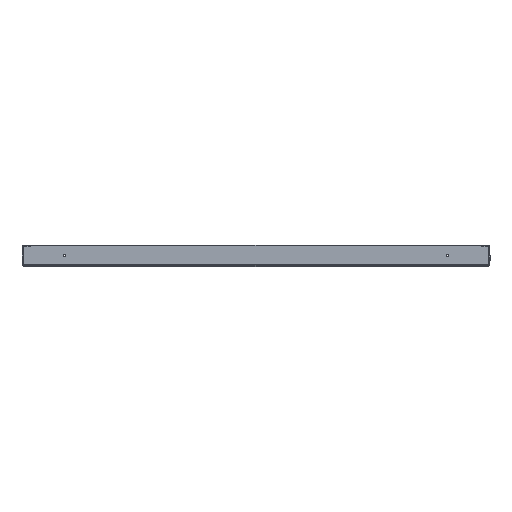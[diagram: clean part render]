
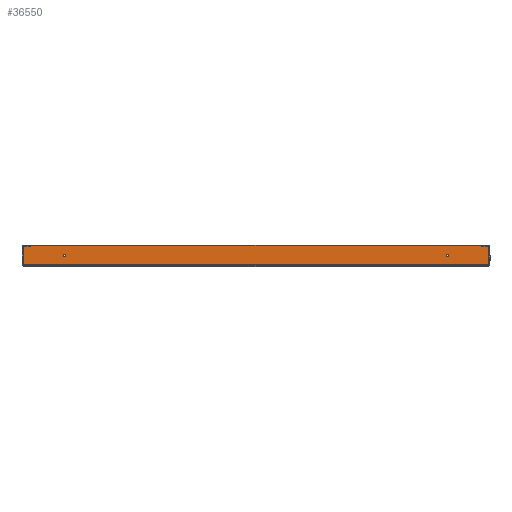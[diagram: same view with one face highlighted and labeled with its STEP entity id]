
A CAD part, front view. The second image highlights one B-rep face of the part: STEP entity #36550.
In plain terms, the highlighted planar face has unit normal (0, -1, 0).
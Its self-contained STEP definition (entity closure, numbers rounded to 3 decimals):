
#1704 = EDGE_CURVE ( 'NONE', #5530, #65858, #39964, .T. ) ;
#2272 = EDGE_CURVE ( 'NONE', #16378, #47511, #44829, .T. ) ;
#4638 = CIRCLE ( 'NONE', #29912, 3. ) ;
#4934 = CARTESIAN_POINT ( 'NONE',  ( 546.929, -900., 46. ) ) ;
#5530 = VERTEX_POINT ( 'NONE', #69888 ) ;
#9866 = CARTESIAN_POINT ( 'NONE',  ( 450., -900., 23.5 ) ) ;
#12643 = DIRECTION ( 'NONE',  ( 0., 1., 0. ) ) ;
#13903 = FACE_BOUND ( 'NONE', #34313, .T. ) ;
#14663 = DIRECTION ( 'NONE',  ( 0., 0., 1. ) ) ;
#15060 = PLANE ( 'NONE',  #64910 ) ;
#15112 = ORIENTED_EDGE ( 'NONE', *, *, #76648, .T. ) ;
#16044 = VECTOR ( 'NONE', #62709, 1000. ) ;
#16347 = EDGE_CURVE ( 'NONE', #65858, #51336, #21472, .T. ) ;
#16378 = VERTEX_POINT ( 'NONE', #18676 ) ;
#16467 = ORIENTED_EDGE ( 'NONE', *, *, #77199, .T. ) ;
#16818 = ORIENTED_EDGE ( 'NONE', *, *, #21661, .T. ) ;
#16840 = VERTEX_POINT ( 'NONE', #44253 ) ;
#18676 = CARTESIAN_POINT ( 'NONE',  ( -546.929, -900., 3. ) ) ;
#21020 = CARTESIAN_POINT ( 'NONE',  ( -545.929, -900., 47. ) ) ;
#21472 = CIRCLE ( 'NONE', #30305, 1. ) ;
#21661 = EDGE_CURVE ( 'NONE', #68589, #48213, #32975, .T. ) ;
#21921 = CARTESIAN_POINT ( 'NONE',  ( 450., -900., 23.5 ) ) ;
#22911 = EDGE_CURVE ( 'NONE', #24913, #47511, #39322, .T. ) ;
#23981 = DIRECTION ( 'NONE',  ( 0., -1., 0. ) ) ;
#24119 = VERTEX_POINT ( 'NONE', #26337 ) ;
#24901 = ORIENTED_EDGE ( 'NONE', *, *, #22911, .T. ) ;
#24913 = VERTEX_POINT ( 'NONE', #21020 ) ;
#25106 = DIRECTION ( 'NONE',  ( 0., 0., 1. ) ) ;
#25985 = AXIS2_PLACEMENT_3D ( 'NONE', #58902, #66372, #36314 ) ;
#26337 = CARTESIAN_POINT ( 'NONE',  ( -450., -900., 20.5 ) ) ;
#29912 = AXIS2_PLACEMENT_3D ( 'NONE', #21921, #77243, #69387 ) ;
#30305 = AXIS2_PLACEMENT_3D ( 'NONE', #72459, #59809, #61367 ) ;
#31211 = DIRECTION ( 'NONE',  ( 0., 0., 1. ) ) ;
#32975 = CIRCLE ( 'NONE', #65793, 3. ) ;
#34313 = EDGE_LOOP ( 'NONE', ( #16818, #16467 ) ) ;
#36314 = DIRECTION ( 'NONE',  ( 0., 0., 1. ) ) ;
#36550 = ADVANCED_FACE ( 'NONE', ( #62488, #13903, #44684 ), #15060, .F. ) ;
#37143 = CARTESIAN_POINT ( 'NONE',  ( -550., -900., 3. ) ) ;
#38574 = CARTESIAN_POINT ( 'NONE',  ( 0., -900., 47. ) ) ;
#39322 = CIRCLE ( 'NONE', #53209, 1. ) ;
#39964 = LINE ( 'NONE', #57014, #55386 ) ;
#41070 = VECTOR ( 'NONE', #73542, 1000. ) ;
#42707 = CIRCLE ( 'NONE', #49009, 3. ) ;
#43494 = EDGE_CURVE ( 'NONE', #24119, #16840, #70159, .T. ) ;
#44253 = CARTESIAN_POINT ( 'NONE',  ( -450., -900., 26.5 ) ) ;
#44684 = FACE_OUTER_BOUND ( 'NONE', #68391, .T. ) ;
#44829 = LINE ( 'NONE', #49972, #70509 ) ;
#45499 = DIRECTION ( 'NONE',  ( 0., 0., 1. ) ) ;
#47511 = VERTEX_POINT ( 'NONE', #73665 ) ;
#48213 = VERTEX_POINT ( 'NONE', #60540 ) ;
#49009 = AXIS2_PLACEMENT_3D ( 'NONE', #66793, #12643, #31211 ) ;
#49972 = CARTESIAN_POINT ( 'NONE',  ( -546.929, -900., 0. ) ) ;
#50265 = ORIENTED_EDGE ( 'NONE', *, *, #16347, .T. ) ;
#51336 = VERTEX_POINT ( 'NONE', #67736 ) ;
#51764 = DIRECTION ( 'NONE',  ( 0., 1., 0. ) ) ;
#53209 = AXIS2_PLACEMENT_3D ( 'NONE', #66662, #23981, #53233 ) ;
#53233 = DIRECTION ( 'NONE',  ( 0., 0., 1. ) ) ;
#55386 = VECTOR ( 'NONE', #45499, 1000. ) ;
#56511 = EDGE_LOOP ( 'NONE', ( #70193, #68407 ) ) ;
#57014 = CARTESIAN_POINT ( 'NONE',  ( 546.929, -900., 0. ) ) ;
#57279 = CARTESIAN_POINT ( 'NONE',  ( 450., -900., 26.5 ) ) ;
#58517 = ORIENTED_EDGE ( 'NONE', *, *, #1704, .T. ) ;
#58606 = EDGE_CURVE ( 'NONE', #16840, #24119, #42707, .T. ) ;
#58902 = CARTESIAN_POINT ( 'NONE',  ( -450., -900., 23.5 ) ) ;
#59809 = DIRECTION ( 'NONE',  ( 0., -1., 0. ) ) ;
#60540 = CARTESIAN_POINT ( 'NONE',  ( 450., -900., 20.5 ) ) ;
#60845 = ORIENTED_EDGE ( 'NONE', *, *, #70765, .F. ) ;
#61367 = DIRECTION ( 'NONE',  ( 0., 0., 1. ) ) ;
#62488 = FACE_BOUND ( 'NONE', #56511, .T. ) ;
#62709 = DIRECTION ( 'NONE',  ( -1., 0., 0. ) ) ;
#62879 = DIRECTION ( 'NONE',  ( 0., 1., 0. ) ) ;
#64910 = AXIS2_PLACEMENT_3D ( 'NONE', #68816, #62879, #14663 ) ;
#65793 = AXIS2_PLACEMENT_3D ( 'NONE', #9866, #51764, #75121 ) ;
#65858 = VERTEX_POINT ( 'NONE', #4934 ) ;
#66309 = ORIENTED_EDGE ( 'NONE', *, *, #2272, .F. ) ;
#66372 = DIRECTION ( 'NONE',  ( 0., 1., 0. ) ) ;
#66662 = CARTESIAN_POINT ( 'NONE',  ( -545.929, -900., 46. ) ) ;
#66793 = CARTESIAN_POINT ( 'NONE',  ( -450., -900., 23.5 ) ) ;
#67736 = CARTESIAN_POINT ( 'NONE',  ( 545.929, -900., 47. ) ) ;
#68391 = EDGE_LOOP ( 'NONE', ( #15112, #24901, #66309, #60845, #58517, #50265 ) ) ;
#68405 = LINE ( 'NONE', #37143, #41070 ) ;
#68407 = ORIENTED_EDGE ( 'NONE', *, *, #43494, .T. ) ;
#68589 = VERTEX_POINT ( 'NONE', #57279 ) ;
#68640 = LINE ( 'NONE', #38574, #16044 ) ;
#68816 = CARTESIAN_POINT ( 'NONE',  ( 0., -900., 0. ) ) ;
#69387 = DIRECTION ( 'NONE',  ( 0., 0., 1. ) ) ;
#69888 = CARTESIAN_POINT ( 'NONE',  ( 546.929, -900., 3. ) ) ;
#70159 = CIRCLE ( 'NONE', #25985, 3. ) ;
#70193 = ORIENTED_EDGE ( 'NONE', *, *, #58606, .T. ) ;
#70509 = VECTOR ( 'NONE', #25106, 1000. ) ;
#70765 = EDGE_CURVE ( 'NONE', #5530, #16378, #68405, .T. ) ;
#72459 = CARTESIAN_POINT ( 'NONE',  ( 545.929, -900., 46. ) ) ;
#73542 = DIRECTION ( 'NONE',  ( -1., 0., 0. ) ) ;
#73665 = CARTESIAN_POINT ( 'NONE',  ( -546.929, -900., 46. ) ) ;
#75121 = DIRECTION ( 'NONE',  ( 0., 0., 1. ) ) ;
#76648 = EDGE_CURVE ( 'NONE', #51336, #24913, #68640, .T. ) ;
#77199 = EDGE_CURVE ( 'NONE', #48213, #68589, #4638, .T. ) ;
#77243 = DIRECTION ( 'NONE',  ( 0., 1., 0. ) ) ;
